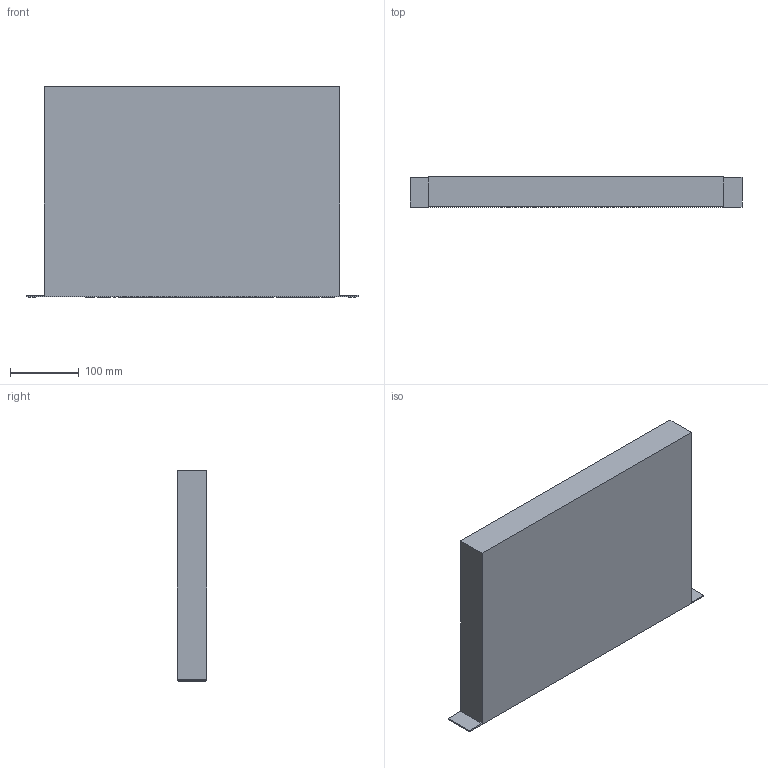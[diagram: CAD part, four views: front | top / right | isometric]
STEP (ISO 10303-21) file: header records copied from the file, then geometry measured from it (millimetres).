
FILE_DESCRIPTION (( 'STEP AP203' ), '1' );
FILE_NAME ('MES2328I .STEP', '2022-09-29T10:35:57', ( '' ), ( '' ), 'SwSTEP 2.0', 'SolidWorks 2021', '' );
FILE_SCHEMA (( 'CONFIG_CONTROL_DESIGN' ));
Length unit declared in the file: millimetre
Products named in the file (1): MES2328I 
Bounding box: 482.6 x 43.6 x 306.1 mm (x, y, z)
Volume: 5727886.9 mm3; surface area: 334096.4 mm2
Topology: 1 solids, 1 shells, 564 faces, 1482 edges, 988 vertices
Faces by surface type: plane 494, cylinder 70
Entity records: 17223 total; most frequent: CARTESIAN_POINT 3035, ORIENTED_EDGE 2964, DIRECTION 2752, EDGE_CURVE 1482, LINE 1342, VECTOR 1342, VERTEX_POINT 988, AXIS2_PLACEMENT_3D 705
